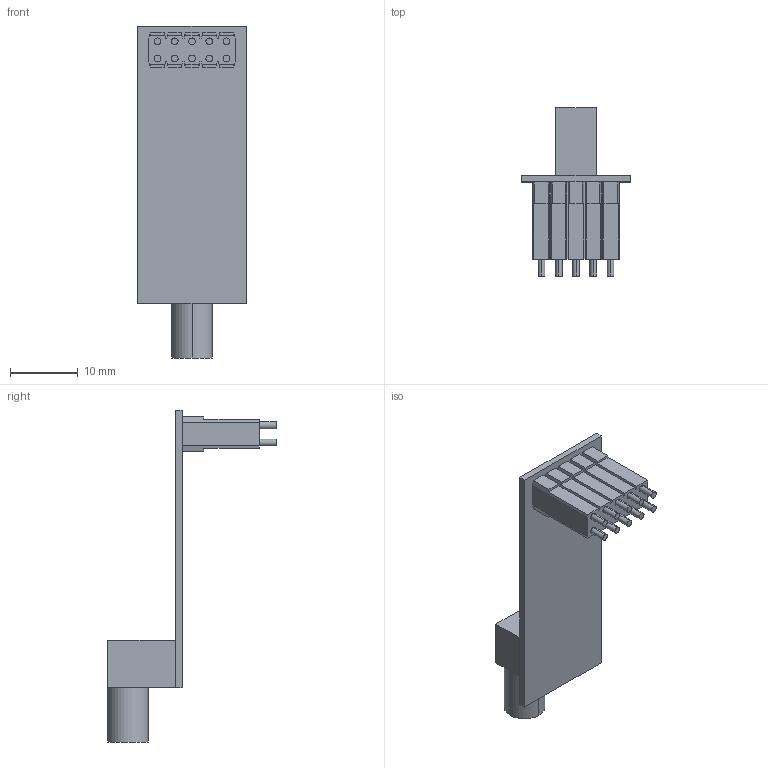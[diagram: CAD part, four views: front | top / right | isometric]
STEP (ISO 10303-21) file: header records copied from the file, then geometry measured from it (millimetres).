
FILE_DESCRIPTION (( 'STEP AP214' ), '1' );
FILE_NAME ('NRF24L01.STEP', '2018-12-05T20:10:45', ( 'ahmad kamal' ), ( '' ), 'SwSTEP 2.0', 'SolidWorks 2018', '' );
FILE_SCHEMA (( 'AUTOMOTIVE_DESIGN' ));
Length unit declared in the file: millimetre
Products named in the file (1): NRF24L01
Bounding box: 16 x 24.9 x 49 mm (x, y, z)
Volume: 1934.1 mm3; surface area: 2541 mm2
Topology: 1 solids, 11 shells, 316 faces, 675 edges, 422 vertices
Faces by surface type: plane 134, cone 100, cylinder 82
Entity records: 9572 total; most frequent: DIRECTION 1595, CARTESIAN_POINT 1414, ORIENTED_EDGE 1350, EDGE_CURVE 675, AXIS2_PLACEMENT_3D 603, VERTEX_POINT 422, VECTOR 389, LINE 389
